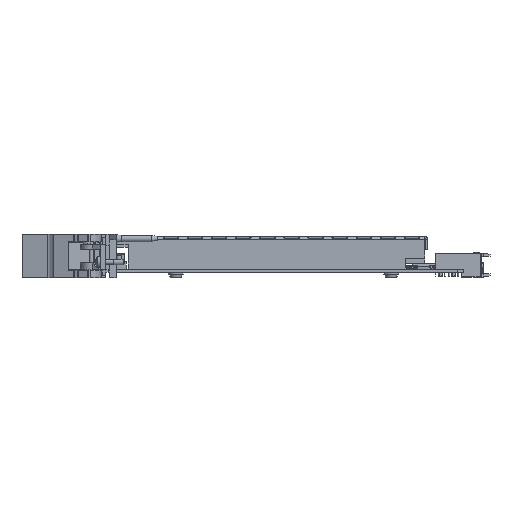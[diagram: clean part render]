
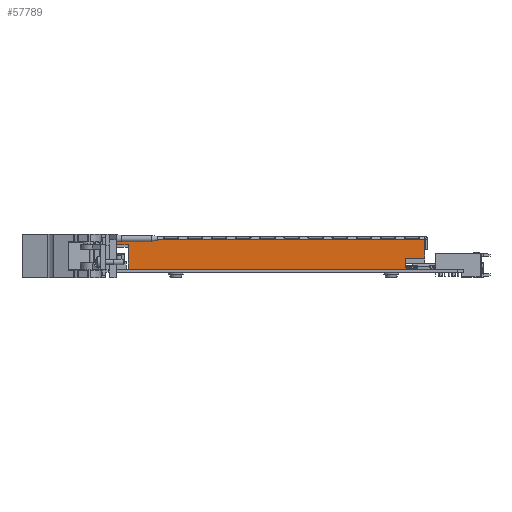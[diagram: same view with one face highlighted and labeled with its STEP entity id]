
A CAD part, front view. The second image highlights one B-rep face of the part: STEP entity #57789.
In plain terms, the highlighted planar face has unit normal (0, -1, 0).
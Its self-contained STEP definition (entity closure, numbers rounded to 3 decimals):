
#7185 = DIRECTION ( 'NONE',  ( 0., 0., -1. ) ) ;
#7207 = CARTESIAN_POINT ( 'NONE',  ( 28.336, -32.615, -0.026 ) ) ;
#9392 = CARTESIAN_POINT ( 'NONE',  ( -107.664, -32.615, 10.974 ) ) ;
#9470 = CARTESIAN_POINT ( 'NONE',  ( 28.336, -32.615, 4.974 ) ) ;
#12704 = VERTEX_POINT ( 'NONE', #14404 ) ;
#13176 = VERTEX_POINT ( 'NONE', #60018 ) ;
#14404 = CARTESIAN_POINT ( 'NONE',  ( -98.664, -32.615, -0.026 ) ) ;
#15556 = DIRECTION ( 'NONE',  ( -1., 0., 0. ) ) ;
#15557 = CARTESIAN_POINT ( 'NONE',  ( 37.336, -32.615, 13.474 ) ) ;
#23103 = FACE_OUTER_BOUND ( 'NONE', #88327, .T. ) ;
#26542 = CARTESIAN_POINT ( 'NONE',  ( -107.664, -32.615, 13.474 ) ) ;
#26934 = CARTESIAN_POINT ( 'NONE',  ( 28.336, -32.615, -0.026 ) ) ;
#31769 = PLANE ( 'NONE',  #63905 ) ;
#31839 = CARTESIAN_POINT ( 'NONE',  ( 37.336, -32.615, 13.774 ) ) ;
#31842 = DIRECTION ( 'NONE',  ( 0., 1., 0. ) ) ;
#31845 = DIRECTION ( 'NONE',  ( 1., 0., 0. ) ) ;
#35115 = ORIENTED_EDGE ( 'NONE', *, *, #51037, .T. ) ;
#35119 = ORIENTED_EDGE ( 'NONE', *, *, #51202, .F. ) ;
#35176 = ORIENTED_EDGE ( 'NONE', *, *, #50967, .F. ) ;
#35796 = ORIENTED_EDGE ( 'NONE', *, *, #49295, .T. ) ;
#47040 = ORIENTED_EDGE ( 'NONE', *, *, #50939, .T. ) ;
#47815 = ORIENTED_EDGE ( 'NONE', *, *, #51197, .F. ) ;
#48371 = ORIENTED_EDGE ( 'NONE', *, *, #49375, .F. ) ;
#48409 = ORIENTED_EDGE ( 'NONE', *, *, #51150, .F. ) ;
#49082 = CARTESIAN_POINT ( 'NONE',  ( -98.664, -32.615, 10.974 ) ) ;
#49084 = DIRECTION ( 'NONE',  ( 0., 0., 1. ) ) ;
#49089 = DIRECTION ( 'NONE',  ( -1., 0., 0. ) ) ;
#49295 = EDGE_CURVE ( 'NONE', #123711, #120765, #52622, .T. ) ;
#49375 = EDGE_CURVE ( 'NONE', #122923, #121036, #52755, .T. ) ;
#50939 = EDGE_CURVE ( 'NONE', #13176, #123711, #53662, .T. ) ;
#50967 = EDGE_CURVE ( 'NONE', #123885, #122893, #53690, .T. ) ;
#51037 = EDGE_CURVE ( 'NONE', #120765, #122893, #53733, .T. ) ;
#51150 = EDGE_CURVE ( 'NONE', #121036, #12704, #53789, .T. ) ;
#51197 = EDGE_CURVE ( 'NONE', #13176, #122923, #53810, .T. ) ;
#51202 = EDGE_CURVE ( 'NONE', #12704, #123885, #53829, .T. ) ;
#52622 = LINE ( 'NONE', #15557, #52624 ) ;
#52624 = VECTOR ( 'NONE', #15556, 1000. ) ;
#52755 = LINE ( 'NONE', #7207, #52770 ) ;
#52770 = VECTOR ( 'NONE', #7185, 1000. ) ;
#53213 = DIRECTION ( 'NONE',  ( 0., 0., -1. ) ) ;
#53662 = LINE ( 'NONE', #53957, #53666 ) ;
#53666 = VECTOR ( 'NONE', #53962, 1000. ) ;
#53690 = LINE ( 'NONE', #53849, #53695 ) ;
#53695 = VECTOR ( 'NONE', #53811, 1000. ) ;
#53733 = LINE ( 'NONE', #55597, #53740 ) ;
#53740 = VECTOR ( 'NONE', #53213, 1000. ) ;
#53789 = LINE ( 'NONE', #56409, #53792 ) ;
#53792 = VECTOR ( 'NONE', #56506, 1000. ) ;
#53810 = LINE ( 'NONE', #56167, #53822 ) ;
#53811 = DIRECTION ( 'NONE',  ( -1., 0., 0. ) ) ;
#53822 = VECTOR ( 'NONE', #49089, 1000. ) ;
#53829 = LINE ( 'NONE', #49082, #53834 ) ;
#53834 = VECTOR ( 'NONE', #49084, 1000. ) ;
#53849 = CARTESIAN_POINT ( 'NONE',  ( -107.664, -32.615, 10.974 ) ) ;
#53957 = CARTESIAN_POINT ( 'NONE',  ( 37.036, -32.615, 13.774 ) ) ;
#53962 = DIRECTION ( 'NONE',  ( 0., 0., 1. ) ) ;
#55597 = CARTESIAN_POINT ( 'NONE',  ( -107.664, -32.615, 13.774 ) ) ;
#56167 = CARTESIAN_POINT ( 'NONE',  ( 28.336, -32.615, 4.974 ) ) ;
#56409 = CARTESIAN_POINT ( 'NONE',  ( 37.336, -32.615, -0.026 ) ) ;
#56506 = DIRECTION ( 'NONE',  ( -1., 0., 0. ) ) ;
#57789 = ADVANCED_FACE ( 'NONE', ( #23103 ), #31769, .F. ) ;
#60018 = CARTESIAN_POINT ( 'NONE',  ( 37.036, -32.615, 4.974 ) ) ;
#63905 = AXIS2_PLACEMENT_3D ( 'NONE', #31839, #31842, #31845 ) ;
#88327 = EDGE_LOOP ( 'NONE', ( #47040, #35796, #35115, #35176, #35119, #48409, #48371, #47815 ) ) ;
#94470 = CARTESIAN_POINT ( 'NONE',  ( 37.036, -32.615, 13.474 ) ) ;
#94772 = CARTESIAN_POINT ( 'NONE',  ( -98.664, -32.615, 10.974 ) ) ;
#120765 = VERTEX_POINT ( 'NONE', #26542 ) ;
#121036 = VERTEX_POINT ( 'NONE', #26934 ) ;
#122893 = VERTEX_POINT ( 'NONE', #9392 ) ;
#122923 = VERTEX_POINT ( 'NONE', #9470 ) ;
#123711 = VERTEX_POINT ( 'NONE', #94470 ) ;
#123885 = VERTEX_POINT ( 'NONE', #94772 ) ;
